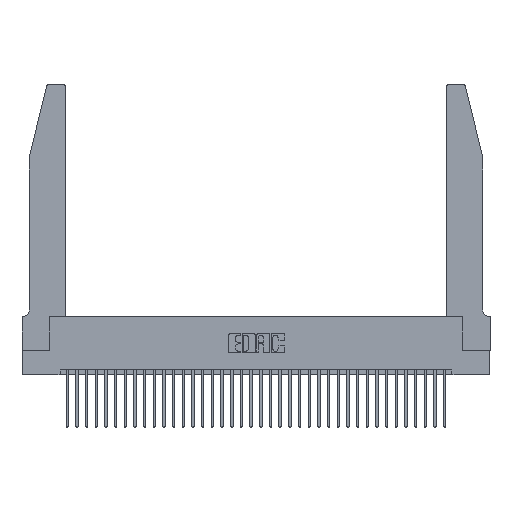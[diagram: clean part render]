
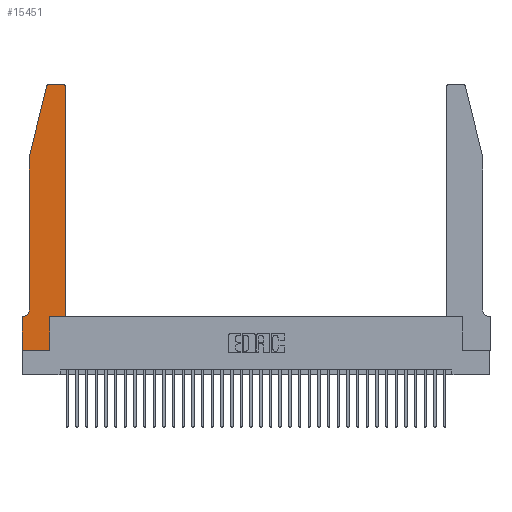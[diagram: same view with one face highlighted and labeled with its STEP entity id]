
A CAD part, top view. The second image highlights one B-rep face of the part: STEP entity #15451.
In plain terms, the highlighted planar face has unit normal (0, 0, 1).
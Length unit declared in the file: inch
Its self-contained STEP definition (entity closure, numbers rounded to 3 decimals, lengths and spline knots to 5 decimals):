
#787 = EDGE_CURVE ( 'NONE', #12956, #33778, #20177, .T. ) ;
#1393 = CARTESIAN_POINT ( 'NONE',  ( 0.4505, 2.72, 0.37 ) ) ;
#1701 = CARTESIAN_POINT ( 'NONE',  ( 0.0055, 0.42, 0.37 ) ) ;
#2088 = CARTESIAN_POINT ( 'NONE',  ( 0.2605, 2.75, 0.37 ) ) ;
#2456 = LINE ( 'NONE', #18267, #24888 ) ;
#2916 = CARTESIAN_POINT ( 'NONE',  ( 0.284, 2.72, 0.37 ) ) ;
#3452 = EDGE_CURVE ( 'NONE', #25147, #4322, #28773, .T. ) ;
#3471 = FACE_OUTER_BOUND ( 'NONE', #8103, .T. ) ;
#4011 = VECTOR ( 'NONE', #18117, 39.37008 ) ;
#4322 = VERTEX_POINT ( 'NONE', #9879 ) ;
#4341 = DIRECTION ( 'NONE',  ( 0., -1., 0. ) ) ;
#5725 = DIRECTION ( 'NONE',  ( 0., 0., 1. ) ) ;
#6008 = CARTESIAN_POINT ( 'NONE',  ( 0.284, 2.75, 0.37 ) ) ;
#6789 = VERTEX_POINT ( 'NONE', #19460 ) ;
#7193 = DIRECTION ( 'NONE',  ( -0.239, -0.971, 0. ) ) ;
#7385 = DIRECTION ( 'NONE',  ( 0., 0., -1. ) ) ;
#7902 = CARTESIAN_POINT ( 'NONE',  ( 0., 0.35, 0.37 ) ) ;
#8103 = EDGE_LOOP ( 'NONE', ( #30729, #28671, #14622, #13759, #13389, #30102, #14176, #18127, #25655, #31175, #17810, #26750 ) ) ;
#8504 = EDGE_CURVE ( 'NONE', #13885, #17136, #29316, .T. ) ;
#8604 = CARTESIAN_POINT ( 'NONE',  ( 0.4505, 0.35, 0.37 ) ) ;
#8813 = CARTESIAN_POINT ( 'NONE',  ( 0.4505, 0.35, 0.37 ) ) ;
#8926 = VERTEX_POINT ( 'NONE', #12497 ) ;
#9879 = CARTESIAN_POINT ( 'NONE',  ( 0.0055, 0.35, 0.37 ) ) ;
#9935 = VERTEX_POINT ( 'NONE', #16012 ) ;
#10005 = CARTESIAN_POINT ( 'NONE',  ( 0.2865, 0.35, 0.37 ) ) ;
#10219 = VECTOR ( 'NONE', #24465, 39.37008 ) ;
#10353 = EDGE_CURVE ( 'NONE', #6789, #8926, #2456, .T. ) ;
#10437 = VERTEX_POINT ( 'NONE', #26807 ) ;
#10571 = EDGE_CURVE ( 'NONE', #10437, #32122, #34074, .T. ) ;
#10798 = DIRECTION ( 'NONE',  ( 0., 0., 1. ) ) ;
#11198 = EDGE_CURVE ( 'NONE', #33778, #34345, #31400, .T. ) ;
#11392 = EDGE_CURVE ( 'NONE', #32122, #25147, #26497, .T. ) ;
#12497 = CARTESIAN_POINT ( 'NONE',  ( 0., 0., 0.37 ) ) ;
#12737 = CARTESIAN_POINT ( 'NONE',  ( 0.4505, 0.35, 0.37 ) ) ;
#12956 = VERTEX_POINT ( 'NONE', #10005 ) ;
#13081 = AXIS2_PLACEMENT_3D ( 'NONE', #2916, #5725, #22664 ) ;
#13389 = ORIENTED_EDGE ( 'NONE', *, *, #3452, .T. ) ;
#13759 = ORIENTED_EDGE ( 'NONE', *, *, #11392, .T. ) ;
#13885 = VERTEX_POINT ( 'NONE', #15780 ) ;
#14176 = ORIENTED_EDGE ( 'NONE', *, *, #10353, .T. ) ;
#14622 = ORIENTED_EDGE ( 'NONE', *, *, #10571, .T. ) ;
#15451 = ADVANCED_FACE ( 'NONE', ( #3471 ), #36059, .T. ) ;
#15780 = CARTESIAN_POINT ( 'NONE',  ( 0.4205, 2.75, 0.37 ) ) ;
#16012 = CARTESIAN_POINT ( 'NONE',  ( 0.2865, 0., 0.37 ) ) ;
#16696 = LINE ( 'NONE', #26692, #27733 ) ;
#17003 = VECTOR ( 'NONE', #24603, 39.37008 ) ;
#17136 = VERTEX_POINT ( 'NONE', #6008 ) ;
#17232 = DIRECTION ( 'NONE',  ( 1., 0., 0. ) ) ;
#17453 = EDGE_CURVE ( 'NONE', #34345, #13885, #19984, .T. ) ;
#17810 = ORIENTED_EDGE ( 'NONE', *, *, #11198, .T. ) ;
#18117 = DIRECTION ( 'NONE',  ( 0., 1., 0. ) ) ;
#18127 = ORIENTED_EDGE ( 'NONE', *, *, #30153, .T. ) ;
#18267 = CARTESIAN_POINT ( 'NONE',  ( 0., 0., 0.37 ) ) ;
#18576 = VECTOR ( 'NONE', #25676, 39.37008 ) ;
#18584 = LINE ( 'NONE', #20775, #31798 ) ;
#19460 = CARTESIAN_POINT ( 'NONE',  ( 0., 0.35, 0.37 ) ) ;
#19984 = CIRCLE ( 'NONE', #32280, 0.03 ) ;
#20177 = LINE ( 'NONE', #8604, #23260 ) ;
#20186 = AXIS2_PLACEMENT_3D ( 'NONE', #7902, #35525, #24335 ) ;
#20775 = CARTESIAN_POINT ( 'NONE',  ( 0.0755, 0.35, 0.37 ) ) ;
#20972 = AXIS2_PLACEMENT_3D ( 'NONE', #1701, #7385, #35658 ) ;
#21150 = LINE ( 'NONE', #21346, #4011 ) ;
#21345 = CARTESIAN_POINT ( 'NONE',  ( 0.0755, 0.42, 0.37 ) ) ;
#21346 = CARTESIAN_POINT ( 'NONE',  ( 0.2865, 0.35, 0.37 ) ) ;
#22604 = DIRECTION ( 'NONE',  ( 1., 0., 0. ) ) ;
#22664 = DIRECTION ( 'NONE',  ( 1., 0., 0. ) ) ;
#23260 = VECTOR ( 'NONE', #17232, 39.37008 ) ;
#23276 = DIRECTION ( 'NONE',  ( -1., 0., 0. ) ) ;
#23736 = CARTESIAN_POINT ( 'NONE',  ( 0.0755, 2., 0.37 ) ) ;
#23792 = CARTESIAN_POINT ( 'NONE',  ( 0.4205, 2.72, 0.37 ) ) ;
#23889 = EDGE_CURVE ( 'NONE', #17136, #10437, #27626, .T. ) ;
#24335 = DIRECTION ( 'NONE',  ( 1., 0., 0. ) ) ;
#24415 = VECTOR ( 'NONE', #7193, 39.37008 ) ;
#24465 = DIRECTION ( 'NONE',  ( 0., -1., 0. ) ) ;
#24603 = DIRECTION ( 'NONE',  ( -1., 0., 0. ) ) ;
#24888 = VECTOR ( 'NONE', #4341, 39.37008 ) ;
#25147 = VERTEX_POINT ( 'NONE', #21345 ) ;
#25655 = ORIENTED_EDGE ( 'NONE', *, *, #29333, .T. ) ;
#25676 = DIRECTION ( 'NONE',  ( 0., 1., 0. ) ) ;
#25912 = EDGE_CURVE ( 'NONE', #4322, #6789, #18584, .T. ) ;
#26384 = DIRECTION ( 'NONE',  ( 1., 0., 0. ) ) ;
#26497 = LINE ( 'NONE', #32581, #10219 ) ;
#26692 = CARTESIAN_POINT ( 'NONE',  ( 0., 0., 0.37 ) ) ;
#26750 = ORIENTED_EDGE ( 'NONE', *, *, #17453, .T. ) ;
#26807 = CARTESIAN_POINT ( 'NONE',  ( 0.25487, 2.72718, 0.37 ) ) ;
#27626 = CIRCLE ( 'NONE', #13081, 0.03 ) ;
#27733 = VECTOR ( 'NONE', #26384, 39.37008 ) ;
#28671 = ORIENTED_EDGE ( 'NONE', *, *, #23889, .T. ) ;
#28773 = CIRCLE ( 'NONE', #20972, 0.07 ) ;
#29316 = LINE ( 'NONE', #2088, #17003 ) ;
#29333 = EDGE_CURVE ( 'NONE', #9935, #12956, #21150, .T. ) ;
#30102 = ORIENTED_EDGE ( 'NONE', *, *, #25912, .T. ) ;
#30153 = EDGE_CURVE ( 'NONE', #8926, #9935, #16696, .T. ) ;
#30729 = ORIENTED_EDGE ( 'NONE', *, *, #8504, .T. ) ;
#31175 = ORIENTED_EDGE ( 'NONE', *, *, #787, .T. ) ;
#31400 = LINE ( 'NONE', #8813, #18576 ) ;
#31798 = VECTOR ( 'NONE', #23276, 39.37008 ) ;
#32122 = VERTEX_POINT ( 'NONE', #23736 ) ;
#32280 = AXIS2_PLACEMENT_3D ( 'NONE', #23792, #10798, #22604 ) ;
#32581 = CARTESIAN_POINT ( 'NONE',  ( 0.0755, 2., 0.37 ) ) ;
#33778 = VERTEX_POINT ( 'NONE', #12737 ) ;
#34074 = LINE ( 'NONE', #34611, #24415 ) ;
#34345 = VERTEX_POINT ( 'NONE', #1393 ) ;
#34611 = CARTESIAN_POINT ( 'NONE',  ( 0.0755, 2., 0.37 ) ) ;
#35525 = DIRECTION ( 'NONE',  ( 0., 0., 1. ) ) ;
#35658 = DIRECTION ( 'NONE',  ( -1., 0., 0. ) ) ;
#36059 = PLANE ( 'NONE',  #20186 ) ;
